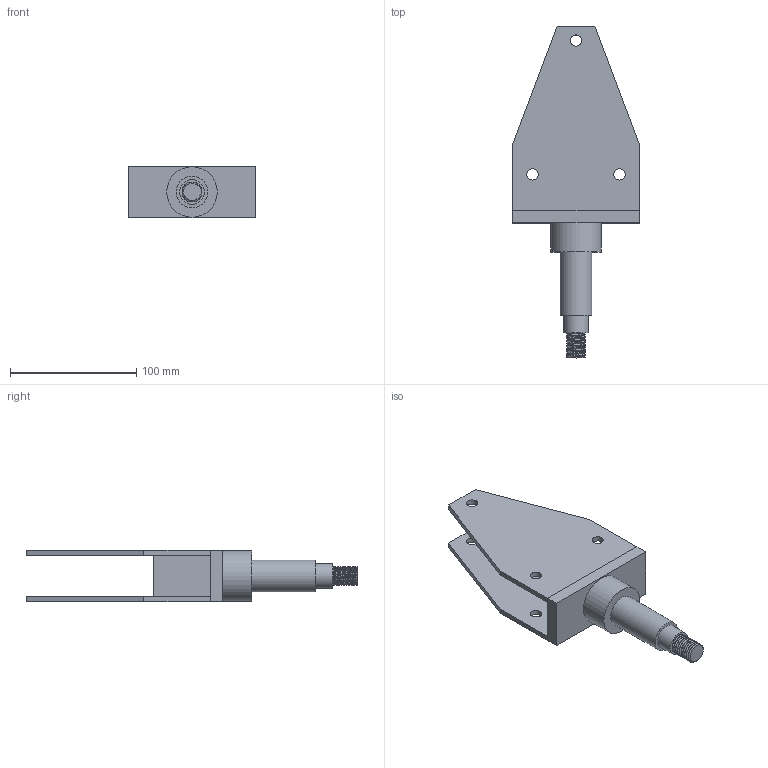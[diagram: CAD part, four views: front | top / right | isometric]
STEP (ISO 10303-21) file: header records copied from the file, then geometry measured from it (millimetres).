
FILE_DESCRIPTION(/* description */ (''),/* implementation_level */ '2;1');
FILE_NAME(/* name */ 'Fusee essieu lamellé v6.step',/* time_stamp */ '2021-09-18T23:00:51+02:00',/* author */ (''),/* organization */ (''),/* preprocessor_version */ 'ST-DEVELOPER v18.1',/* originating_system */ 'Autodesk Translation Framework v10.9.0.1377',/* authorisation */ '');
FILE_SCHEMA (('AUTOMOTIVE_DESIGN { 1 0 10303 214 3 1 1 }'));
Length unit declared in the file: millimetre
Products named in the file (5): Fusee essieu lamellé; platine ; Rigidifieur; Plaque; Axe
Assembly tree (5 placements, depth 2):
  Fusee essieu lamellé
    platine   x2
    Rigidifieur
    Plaque
    Axe
Bounding box: 100 x 263.09 x 41 mm (x, y, z)
Volume: 206093.5 mm3; surface area: 76031.6 mm2
Topology: 5 solids, 5 shells, 66 faces, 159 edges, 106 vertices
Faces by surface type: plane 33, cylinder 31, bspline 2
Full cylindrical faces by diameter (mm): 9 x6, 13.534 x9, 15.822 x9, 19.6 x1, 25 x1, 40 x1
Entity records: 4296 total; most frequent: CARTESIAN_POINT 2932, ORIENTED_EDGE 264, DIRECTION 226, EDGE_CURVE 132, VERTEX_POINT 88, AXIS2_PLACEMENT_3D 79, LINE 68, VECTOR 68
